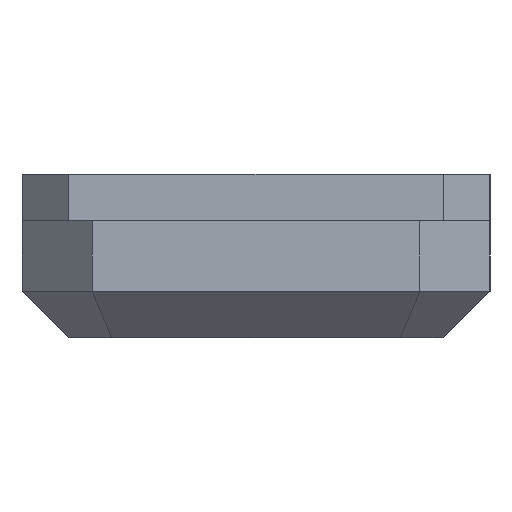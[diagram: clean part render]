
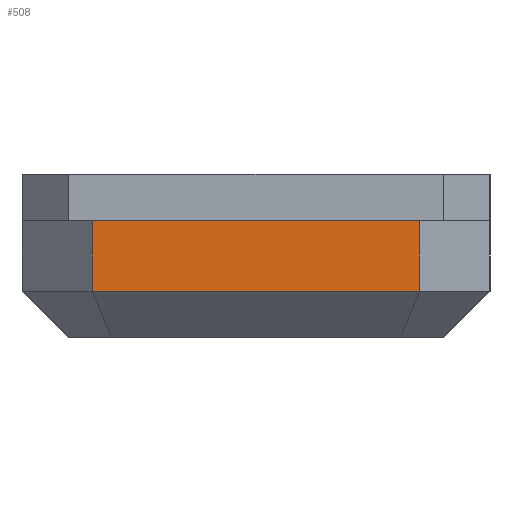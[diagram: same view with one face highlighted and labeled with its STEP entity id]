
A CAD part, left-side view. The second image highlights one B-rep face of the part: STEP entity #508.
In plain terms, the highlighted planar face has unit normal (-1, 0, 0).
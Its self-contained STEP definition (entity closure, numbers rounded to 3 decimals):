
#36=FACE_OUTER_BOUND('',#64,.T.);
#64=EDGE_LOOP('',(#379,#380,#381,#382));
#87=LINE('',#711,#153);
#118=LINE('',#772,#184);
#120=LINE('',#776,#186);
#121=LINE('',#777,#187);
#153=VECTOR('',#577,10.);
#184=VECTOR('',#628,10.);
#186=VECTOR('',#632,10.);
#187=VECTOR('',#633,10.);
#219=VERTEX_POINT('',#708);
#220=VERTEX_POINT('',#710);
#240=VERTEX_POINT('',#771);
#241=VERTEX_POINT('',#775);
#263=EDGE_CURVE('',#219,#220,#87,.T.);
#294=EDGE_CURVE('',#220,#240,#118,.T.);
#296=EDGE_CURVE('',#241,#219,#120,.T.);
#297=EDGE_CURVE('',#240,#241,#121,.T.);
#379=ORIENTED_EDGE('',*,*,#263,.F.);
#380=ORIENTED_EDGE('',*,*,#296,.F.);
#381=ORIENTED_EDGE('',*,*,#297,.F.);
#382=ORIENTED_EDGE('',*,*,#294,.F.);
#482=PLANE('',#550);
#508=ADVANCED_FACE('',(#36),#482,.T.);
#550=AXIS2_PLACEMENT_3D('',#774,#630,#631);
#577=DIRECTION('',(0.,1.,0.));
#628=DIRECTION('',(0.,0.,1.));
#630=DIRECTION('center_axis',(-1.,0.,0.));
#631=DIRECTION('ref_axis',(0.,-1.,0.));
#632=DIRECTION('',(0.,0.,-1.));
#633=DIRECTION('',(0.,-1.,0.));
#708=CARTESIAN_POINT('',(-85.486,-140.,3.852));
#710=CARTESIAN_POINT('',(-85.486,-126.,3.852));
#711=CARTESIAN_POINT('',(-85.486,-129.5,3.852));
#771=CARTESIAN_POINT('',(-85.486,-126.,6.852));
#772=CARTESIAN_POINT('',(-85.486,-126.,4.852));
#774=CARTESIAN_POINT('Origin',(-85.486,-126.,4.852));
#775=CARTESIAN_POINT('',(-85.486,-140.,6.852));
#776=CARTESIAN_POINT('',(-85.486,-140.,4.852));
#777=CARTESIAN_POINT('',(-85.486,-140.,6.852));
